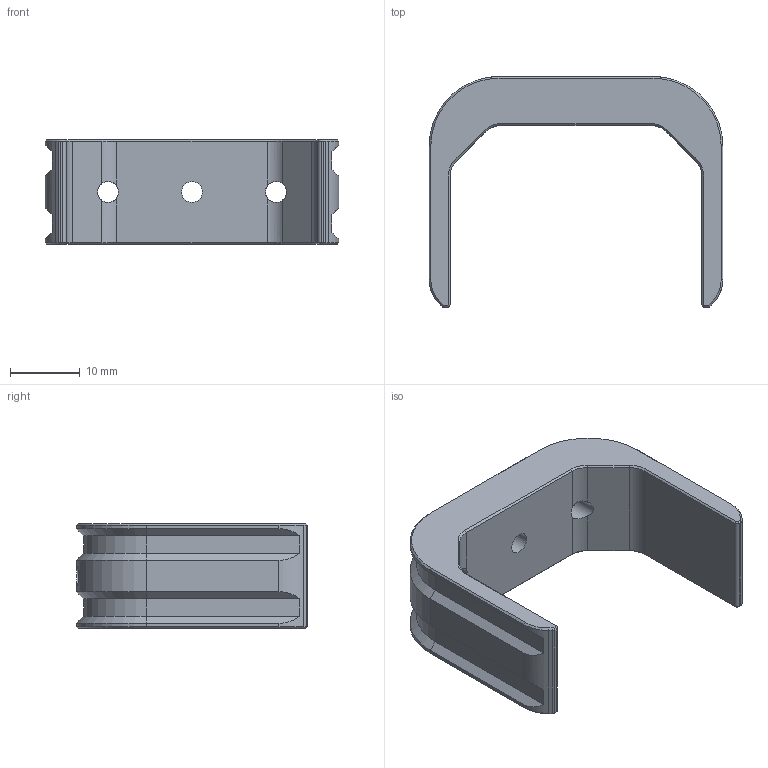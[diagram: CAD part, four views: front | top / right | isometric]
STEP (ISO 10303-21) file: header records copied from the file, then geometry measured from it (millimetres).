
FILE_DESCRIPTION(('FreeCAD Model'),'2;1');
FILE_NAME( 'motor_X_cables.step', '2017-02-12T12:18:51',('Diego Lale'),('Lalebots'), 'Open CASCADE STEP processor 6.8','FreeCAD','Unknown');
FILE_SCHEMA(('AUTOMOTIVE_DESIGN_CC2 { 1 2 10303 214 -1 1 5 4 }'));
Length unit declared in the file: millimetre
Products named in the file (2): ASSEMBLY; Pocket
Assembly tree (1 placements, depth 2):
  ASSEMBLY
    Pocket
Bounding box: 42 x 33 x 15 mm (x, y, z)
Volume: 5759.6 mm3; surface area: 3854.6 mm2
Topology: 1 solids, 1 shells, 119 faces, 288 edges, 167 vertices
Faces by surface type: plane 62, cone 32, cylinder 25
Full cylindrical faces by diameter (mm): 3 x3
Entity records: 7930 total; most frequent: CARTESIAN_POINT 2308, DIRECTION 994, ORIENTED_EDGE 576, PCURVE 576, DEFINITIONAL_REPRESENTATION 576, LINE 543, VECTOR 543, EDGE_CURVE 288
